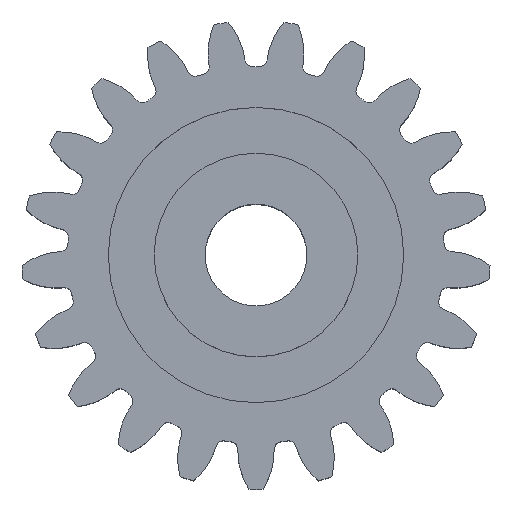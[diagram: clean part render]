
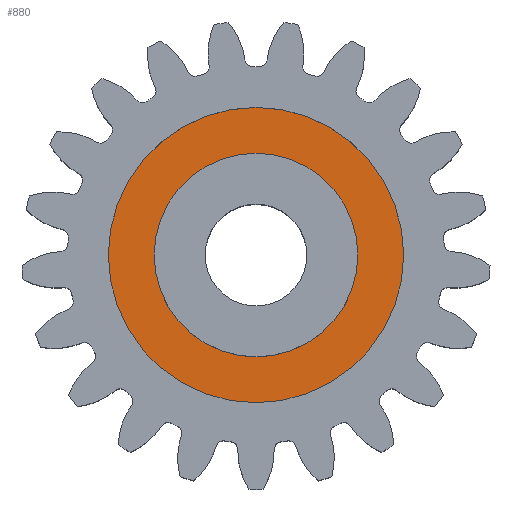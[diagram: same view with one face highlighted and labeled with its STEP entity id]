
A CAD part, top view. The second image highlights one B-rep face of the part: STEP entity #880.
In plain terms, the highlighted planar face has unit normal (0, 0, 1).
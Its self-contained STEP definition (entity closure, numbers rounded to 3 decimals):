
#819 = EDGE_LOOP ( 'NONE', ( #893, #883 ) ) ;
#880 = ADVANCED_FACE ( 'NONE', ( #5256, #5358 ), #5249, .F. ) ;
#883 = ORIENTED_EDGE ( 'NONE', *, *, #892, .T. ) ;
#884 = EDGE_LOOP ( 'NONE', ( #885, #887 ) ) ;
#885 = ORIENTED_EDGE ( 'NONE', *, *, #1048, .F. ) ;
#887 = ORIENTED_EDGE ( 'NONE', *, *, #1292, .F. ) ;
#892 = EDGE_CURVE ( 'NONE', #1245, #1294, #5232, .T. ) ;
#893 = ORIENTED_EDGE ( 'NONE', *, *, #1312, .T. ) ;
#1048 = EDGE_CURVE ( 'NONE', #1300, #1303, #3985, .T. ) ;
#1245 = VERTEX_POINT ( 'NONE', #4322 ) ;
#1292 = EDGE_CURVE ( 'NONE', #1303, #1300, #4407, .T. ) ;
#1294 = VERTEX_POINT ( 'NONE', #4477 ) ;
#1300 = VERTEX_POINT ( 'NONE', #4460 ) ;
#1303 = VERTEX_POINT ( 'NONE', #4459 ) ;
#1312 = EDGE_CURVE ( 'NONE', #1294, #1245, #4495, .T. ) ;
#3944 = DIRECTION ( 'NONE',  ( -1., 0., 0. ) ) ;
#3945 = DIRECTION ( 'NONE',  ( 0., 0., -1. ) ) ;
#3959 = CARTESIAN_POINT ( 'NONE',  ( 0., 0., 10.5 ) ) ;
#3961 = AXIS2_PLACEMENT_3D ( 'NONE', #3959, #3945, #3944 ) ;
#3985 = CIRCLE ( 'NONE', #3961, 14.5 ) ;
#4322 = CARTESIAN_POINT ( 'NONE',  ( 10., 0., 10.5 ) ) ;
#4407 = CIRCLE ( 'NONE', #4508, 14.5 ) ;
#4415 = CARTESIAN_POINT ( 'NONE',  ( 0., 0., 10.5 ) ) ;
#4459 = CARTESIAN_POINT ( 'NONE',  ( 14.5, 0., 10.5 ) ) ;
#4460 = CARTESIAN_POINT ( 'NONE',  ( -14.5, 0., 10.5 ) ) ;
#4473 = DIRECTION ( 'NONE',  ( -1., 0., 0. ) ) ;
#4477 = CARTESIAN_POINT ( 'NONE',  ( -10., 0., 10.5 ) ) ;
#4482 = DIRECTION ( 'NONE',  ( 0., 0., -1. ) ) ;
#4495 = CIRCLE ( 'NONE', #4531, 10. ) ;
#4508 = AXIS2_PLACEMENT_3D ( 'NONE', #4415, #4482, #4473 ) ;
#4528 = DIRECTION ( 'NONE',  ( -1., 0., 0. ) ) ;
#4529 = DIRECTION ( 'NONE',  ( 0., 0., -1. ) ) ;
#4530 = CARTESIAN_POINT ( 'NONE',  ( 0., 0., 10.5 ) ) ;
#4531 = AXIS2_PLACEMENT_3D ( 'NONE', #4530, #4529, #4528 ) ;
#5232 = CIRCLE ( 'NONE', #5363, 10. ) ;
#5234 = CARTESIAN_POINT ( 'NONE',  ( 0., 0., 10.5 ) ) ;
#5236 = DIRECTION ( 'NONE',  ( -1., 0., 0. ) ) ;
#5237 = DIRECTION ( 'NONE',  ( 0., 0., -1. ) ) ;
#5248 = CARTESIAN_POINT ( 'NONE',  ( 0., 0., 10.5 ) ) ;
#5249 = PLANE ( 'NONE',  #5250 ) ;
#5250 = AXIS2_PLACEMENT_3D ( 'NONE', #5248, #5237, #5236 ) ;
#5256 = FACE_BOUND ( 'NONE', #819, .T. ) ;
#5345 = DIRECTION ( 'NONE',  ( -1., 0., 0. ) ) ;
#5346 = DIRECTION ( 'NONE',  ( 0., 0., -1. ) ) ;
#5358 = FACE_OUTER_BOUND ( 'NONE', #884, .T. ) ;
#5363 = AXIS2_PLACEMENT_3D ( 'NONE', #5234, #5346, #5345 ) ;
